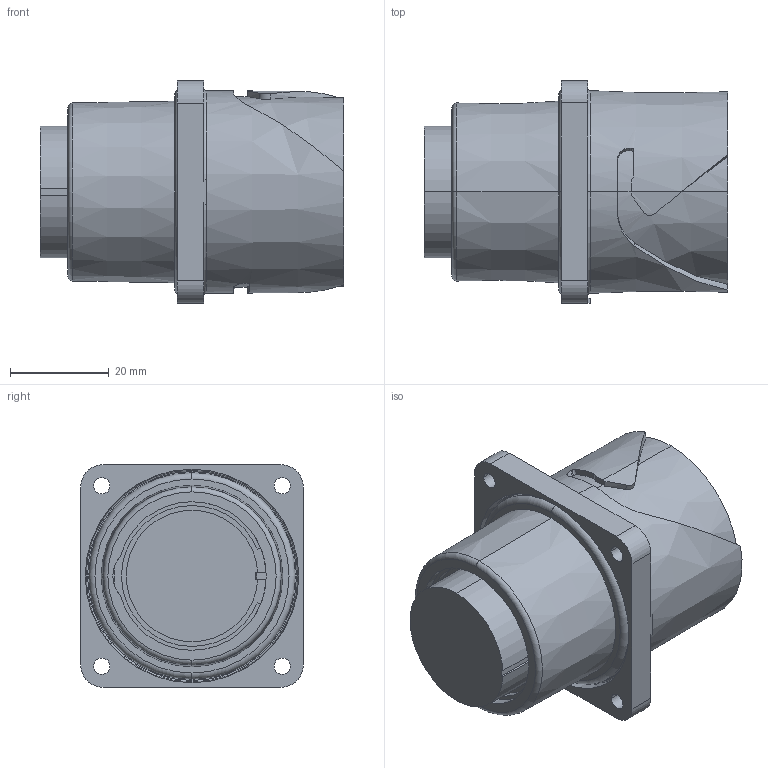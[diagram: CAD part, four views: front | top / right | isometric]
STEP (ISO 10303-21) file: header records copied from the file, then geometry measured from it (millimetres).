
FILE_DESCRIPTION(('CoCreate Modeling STEP Export'),'2;1');
FILE_NAME('EM35WBR-4PC.stp','2011-06-07T17:20:48',(''),(''),'CoCreate Modeling STEP processor for AP214 (Solid Model)','CoCreate Modeling 17.0 01-Apr-2010 (C) Parametric Technology GmbH','');
FILE_SCHEMA(('AUTOMOTIVE_DESIGN { 1 0 10303 214 1 1 1 1 }'));
Length unit declared in the file: millimetre
Products named in the file (1): EM35WBR-4PC
Bounding box: 61.4 x 45 x 45 mm (x, y, z)
Volume: 45290.7 mm3; surface area: 20225.8 mm2
Topology: 1 solids, 1 shells, 188 faces, 522 edges, 338 vertices
Faces by surface type: plane 65, cone 46, cylinder 42, bspline 25, torus 10
Entity records: 10371 total; most frequent: CARTESIAN_POINT 6123, ORIENTED_EDGE 1044, DIRECTION 642, EDGE_CURVE 522, VERTEX_POINT 338, AXIS2_PLACEMENT_3D 233, EDGE_LOOP 204, FACE_OUTER_BOUND 188
